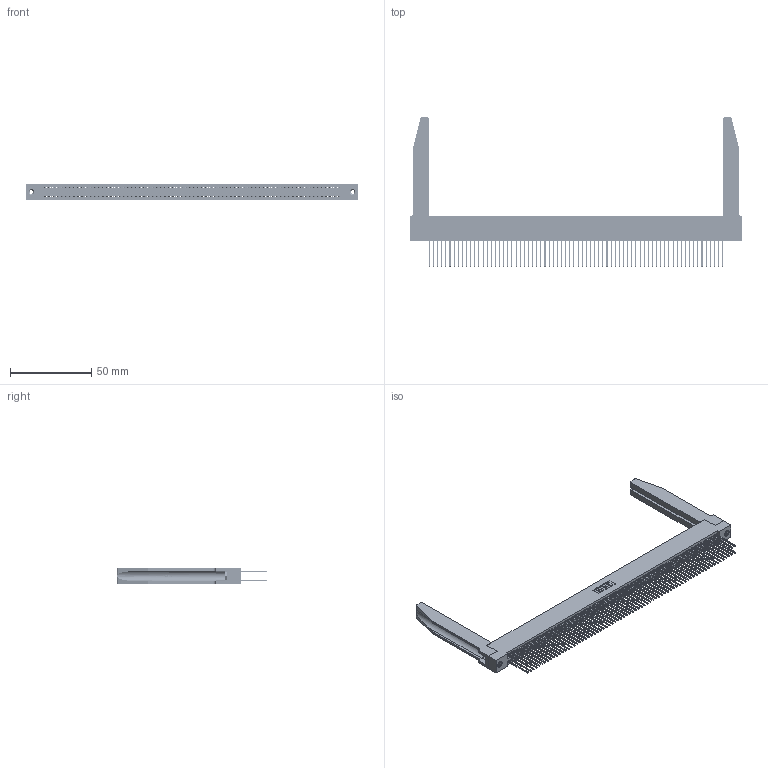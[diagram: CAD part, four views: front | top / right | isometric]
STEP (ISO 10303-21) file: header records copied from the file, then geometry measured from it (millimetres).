
FILE_DESCRIPTION (( 'STEP AP203' ), '1' );
FILE_NAME ('395-144-542-278.STEP', '2019-10-30T15:49:01', ( '' ), ( '' ), 'SwSTEP 2.0', 'SolidWorks 2016', '' );
FILE_SCHEMA (( 'CONFIG_CONTROL_DESIGN' ));
Length unit declared in the file: inch
Products named in the file (5): 345 Part_Flush Mounting Lugs - 0.156 Dia-TH; 345-292-001_345-293-142; 345-250-001_345-250-001-102; 345-220-078_345-220-078; 395-144-542-278
Assembly tree (149 placements, depth 2):
  395-144-542-278
    345 Part_Flush Mounting Lugs - 0.156 Dia-TH
    345-292-001_345-293-142  x144
    345-250-001_345-250-001-102  x2
    345-220-078_345-220-078  x2
Bounding box: 204.11 x 92.25 x 9.4 mm (x, y, z)
Volume: 28548.1 mm3; surface area: 41269.3 mm2
Topology: 149 solids, 149 shells, 7560 faces, 22405 edges, 14734 vertices
Faces by surface type: plane 4974, cylinder 2534, bspline 36, cone 12, torus 4
Entity records: 57212 total; most frequent: CARTESIAN_POINT 10479, ORIENTED_EDGE 9310, DIRECTION 8197, EDGE_CURVE 4655, VECTOR 4141, LINE 4141, VERTEX_POINT 3096, AXIS2_PLACEMENT_3D 2028
